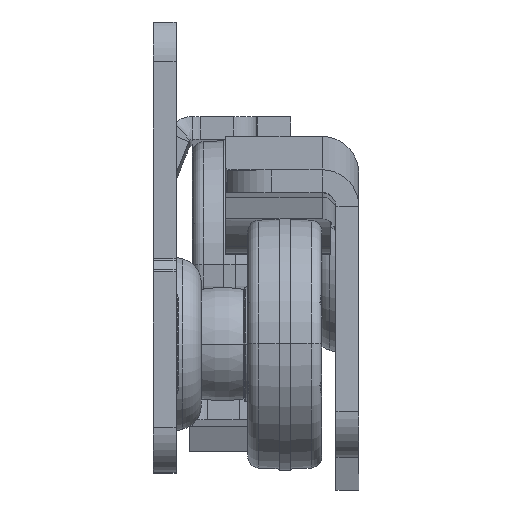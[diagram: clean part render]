
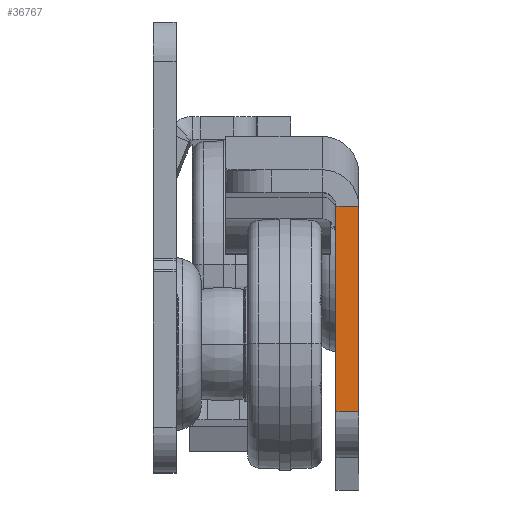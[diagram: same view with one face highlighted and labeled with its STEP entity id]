
A CAD part, top view. The second image highlights one B-rep face of the part: STEP entity #36767.
In plain terms, the highlighted face is planar.
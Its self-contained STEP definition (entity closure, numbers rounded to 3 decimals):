
#1351 = CARTESIAN_POINT ( 'NONE',  ( -2., -7.75, 395.5 ) ) ;
#3191 = VERTEX_POINT ( 'NONE', #12415 ) ;
#3396 = EDGE_CURVE ( 'NONE', #3191, #12093, #39728, .T. ) ;
#4054 = EDGE_CURVE ( 'NONE', #23299, #3191, #31795, .T. ) ;
#7523 = CARTESIAN_POINT ( 'NONE',  ( -2., -11.75, 395.5 ) ) ;
#8130 = ORIENTED_EDGE ( 'NONE', *, *, #3396, .F. ) ;
#12093 = VERTEX_POINT ( 'NONE', #21357 ) ;
#12157 = ORIENTED_EDGE ( 'NONE', *, *, #41432, .T. ) ;
#12415 = CARTESIAN_POINT ( 'NONE',  ( 0., 10.226, 395.5 ) ) ;
#21357 = CARTESIAN_POINT ( 'NONE',  ( 0., -7.75, 395.5 ) ) ;
#23299 = VERTEX_POINT ( 'NONE', #29373 ) ;
#24307 = VECTOR ( 'NONE', #51991, 1000. ) ;
#24572 = CARTESIAN_POINT ( 'NONE',  ( -2., -11.75, 395.5 ) ) ;
#25019 = ORIENTED_EDGE ( 'NONE', *, *, #50849, .T. ) ;
#28782 = DIRECTION ( 'NONE',  ( 0., 0., 1. ) ) ;
#29373 = CARTESIAN_POINT ( 'NONE',  ( -2., 10.226, 395.5 ) ) ;
#31729 = PLANE ( 'NONE',  #31790 ) ;
#31790 = AXIS2_PLACEMENT_3D ( 'NONE', #7523, #28782, #44183 ) ;
#31795 = LINE ( 'NONE', #36550, #33553 ) ;
#31980 = FACE_OUTER_BOUND ( 'NONE', #46382, .T. ) ;
#32073 = VECTOR ( 'NONE', #33247, 1000. ) ;
#33247 = DIRECTION ( 'NONE',  ( 1., 0., 0. ) ) ;
#33553 = VECTOR ( 'NONE', #36024, 1000. ) ;
#34304 = LINE ( 'NONE', #1351, #32073 ) ;
#35737 = CARTESIAN_POINT ( 'NONE',  ( 0., -11.75, 395.5 ) ) ;
#36024 = DIRECTION ( 'NONE',  ( 1., 0., 0. ) ) ;
#36550 = CARTESIAN_POINT ( 'NONE',  ( -2., 10.226, 395.5 ) ) ;
#36767 = ADVANCED_FACE ( 'NONE', ( #31980 ), #31729, .T. ) ;
#38288 = VERTEX_POINT ( 'NONE', #51803 ) ;
#39728 = LINE ( 'NONE', #35737, #24307 ) ;
#40743 = DIRECTION ( 'NONE',  ( 0., -1., 0. ) ) ;
#41432 = EDGE_CURVE ( 'NONE', #38288, #12093, #34304, .T. ) ;
#44055 = ORIENTED_EDGE ( 'NONE', *, *, #4054, .F. ) ;
#44183 = DIRECTION ( 'NONE',  ( 1., 0., 0. ) ) ;
#45753 = LINE ( 'NONE', #24572, #49441 ) ;
#46382 = EDGE_LOOP ( 'NONE', ( #44055, #25019, #12157, #8130 ) ) ;
#49441 = VECTOR ( 'NONE', #40743, 1000. ) ;
#50849 = EDGE_CURVE ( 'NONE', #23299, #38288, #45753, .T. ) ;
#51803 = CARTESIAN_POINT ( 'NONE',  ( -2., -7.75, 395.5 ) ) ;
#51991 = DIRECTION ( 'NONE',  ( 0., -1., 0. ) ) ;
